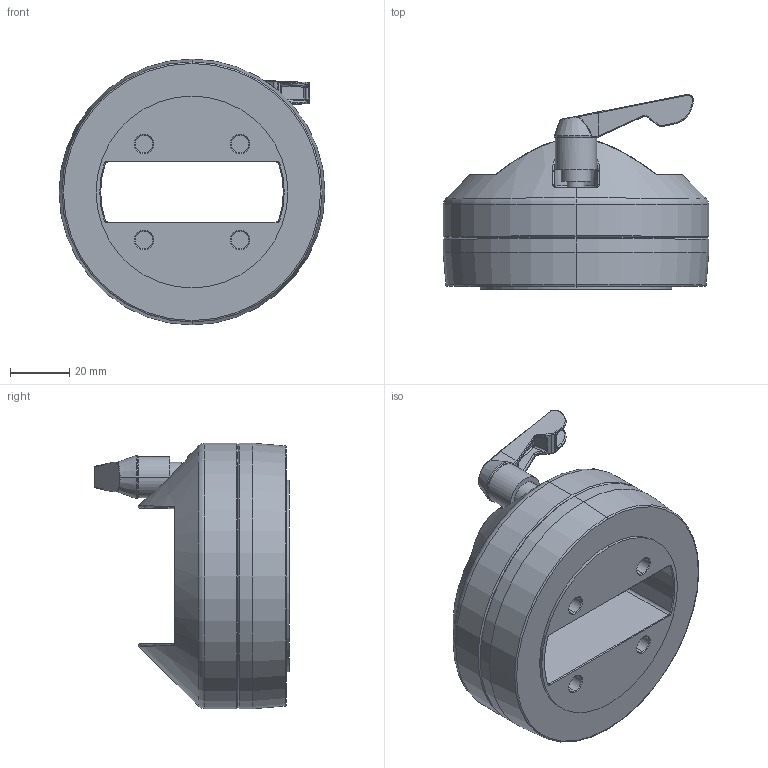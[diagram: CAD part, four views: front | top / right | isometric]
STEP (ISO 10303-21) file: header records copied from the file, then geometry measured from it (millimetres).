
FILE_DESCRIPTION (( 'STEP AP214' ), '1' );
FILE_NAME ('49447300.STEP', '2016-02-24T13:51:36', ( 'Macha' ), ( 'Hewlett-Packard Company' ), 'SwSTEP 2.0', 'SolidWorks 2015', '' );
FILE_SCHEMA (( 'AUTOMOTIVE_DESIGN' ));
Length unit declared in the file: millimetre
Products named in the file (1): 49447300
Bounding box: 90.03 x 65.93 x 90.03 mm (x, y, z)
Volume: 181003.1 mm3; surface area: 32502.2 mm2
Topology: 2 solids, 2 shells, 267 faces, 609 edges, 359 vertices
Faces by surface type: cylinder 86, cone 53, plane 53, bspline 48, torus 19, sphere 8
Entity records: 9090 total; most frequent: CARTESIAN_POINT 3428, ORIENTED_EDGE 1202, DIRECTION 1151, EDGE_CURVE 601, AXIS2_PLACEMENT_3D 472, VERTEX_POINT 355, EDGE_LOOP 286, FACE_OUTER_BOUND 267
